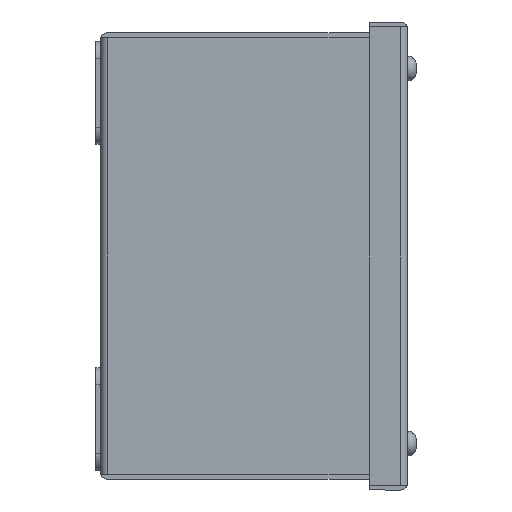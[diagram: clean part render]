
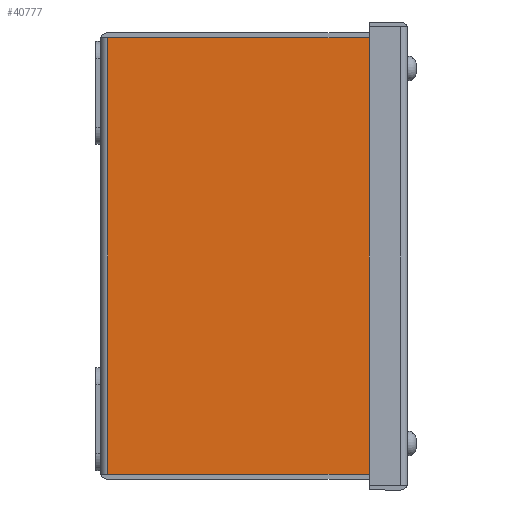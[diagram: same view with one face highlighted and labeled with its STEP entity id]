
A CAD part, front view. The second image highlights one B-rep face of the part: STEP entity #40777.
In plain terms, the highlighted face is planar.
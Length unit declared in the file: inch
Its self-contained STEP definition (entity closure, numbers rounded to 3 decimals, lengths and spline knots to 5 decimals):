
#4789 = LINE ( 'NONE', #7175, #29094 ) ;
#4916 = VERTEX_POINT ( 'NONE', #5484 ) ;
#5406 = VECTOR ( 'NONE', #20304, 39.37008 ) ;
#5484 = CARTESIAN_POINT ( 'NONE',  ( -3.17721, -4.142, -4.25 ) ) ;
#5697 = PLANE ( 'NONE',  #36133 ) ;
#7175 = CARTESIAN_POINT ( 'NONE',  ( -22.156, -4.142, -4.25 ) ) ;
#7763 = DIRECTION ( 'NONE',  ( -1., 0., 0. ) ) ;
#8868 = CARTESIAN_POINT ( 'NONE',  ( -22.156, 0., -4.25 ) ) ;
#9634 = VERTEX_POINT ( 'NONE', #36573 ) ;
#12097 = DIRECTION ( 'NONE',  ( 0., 0., 1. ) ) ;
#14989 = DIRECTION ( 'NONE',  ( 0., -1., 0. ) ) ;
#15405 = VERTEX_POINT ( 'NONE', #29333 ) ;
#17948 = EDGE_CURVE ( 'NONE', #15405, #9634, #20787, .T. ) ;
#18456 = EDGE_LOOP ( 'NONE', ( #27274, #28931, #27263, #20104 ) ) ;
#19008 = VECTOR ( 'NONE', #34199, 39.37008 ) ;
#20104 = ORIENTED_EDGE ( 'NONE', *, *, #20949, .F. ) ;
#20304 = DIRECTION ( 'NONE',  ( 0., 1., 0. ) ) ;
#20787 = LINE ( 'NONE', #29818, #25200 ) ;
#20949 = EDGE_CURVE ( 'NONE', #36023, #15405, #36136, .T. ) ;
#21145 = CARTESIAN_POINT ( 'NONE',  ( -3.17721, 0., -4.25 ) ) ;
#22947 = DIRECTION ( 'NONE',  ( 1., 0., 0. ) ) ;
#23662 = CARTESIAN_POINT ( 'NONE',  ( 3.17721, -4.142, -4.25 ) ) ;
#25200 = VECTOR ( 'NONE', #7763, 39.37008 ) ;
#26128 = CARTESIAN_POINT ( 'NONE',  ( 3.17721, 0., -4.25 ) ) ;
#27263 = ORIENTED_EDGE ( 'NONE', *, *, #17948, .F. ) ;
#27274 = ORIENTED_EDGE ( 'NONE', *, *, #30418, .F. ) ;
#28931 = ORIENTED_EDGE ( 'NONE', *, *, #38852, .F. ) ;
#29094 = VECTOR ( 'NONE', #22947, 39.37008 ) ;
#29333 = CARTESIAN_POINT ( 'NONE',  ( 3.17721, -0.108, -4.25 ) ) ;
#29818 = CARTESIAN_POINT ( 'NONE',  ( 3.142, -0.108, -4.25 ) ) ;
#30418 = EDGE_CURVE ( 'NONE', #4916, #36023, #4789, .T. ) ;
#33879 = FACE_OUTER_BOUND ( 'NONE', #18456, .T. ) ;
#34199 = DIRECTION ( 'NONE',  ( 0., -1., 0. ) ) ;
#35853 = LINE ( 'NONE', #21145, #19008 ) ;
#36023 = VERTEX_POINT ( 'NONE', #23662 ) ;
#36133 = AXIS2_PLACEMENT_3D ( 'NONE', #8868, #12097, #14989 ) ;
#36136 = LINE ( 'NONE', #26128, #5406 ) ;
#36573 = CARTESIAN_POINT ( 'NONE',  ( -3.17721, -0.108, -4.25 ) ) ;
#38852 = EDGE_CURVE ( 'NONE', #9634, #4916, #35853, .T. ) ;
#40777 = ADVANCED_FACE ( 'NONE', ( #33879 ), #5697, .F. ) ;
